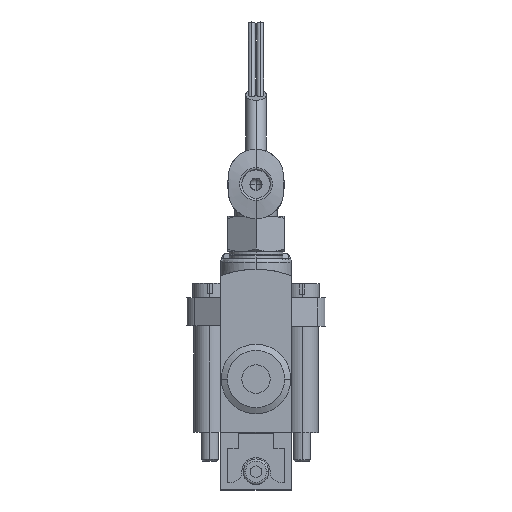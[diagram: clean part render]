
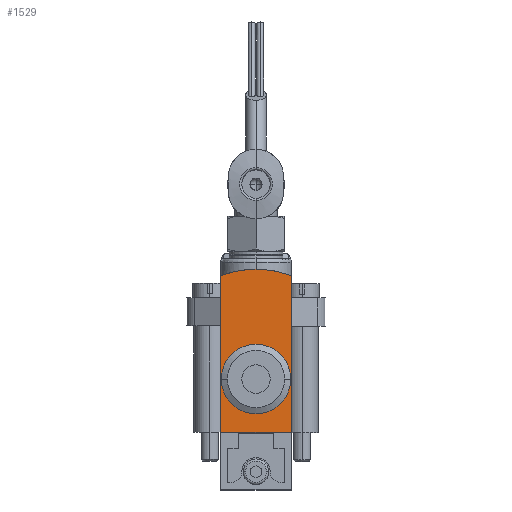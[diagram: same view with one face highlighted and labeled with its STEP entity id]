
A CAD part, top view. The second image highlights one B-rep face of the part: STEP entity #1529.
In plain terms, the highlighted planar face has unit normal (0, 0, 1).
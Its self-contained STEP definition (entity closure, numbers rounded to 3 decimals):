
#84 = VECTOR ( 'NONE', #2111, 1000. ) ;
#525 = CARTESIAN_POINT ( 'NONE',  ( 5., 8., 42. ) ) ;
#546 = CARTESIAN_POINT ( 'NONE',  ( 5., 8., 42. ) ) ;
#988 = CARTESIAN_POINT ( 'NONE',  ( -5., 31., 42. ) ) ;
#1040 = DIRECTION ( 'NONE',  ( -1., 0., 0. ) ) ;
#1239 = FACE_OUTER_BOUND ( 'NONE', #4025, .T. ) ;
#1496 = VECTOR ( 'NONE', #7722, 1000. ) ;
#1529 = ADVANCED_FACE ( 'PLANAR_2', ( #12085, #1239 ), #10119, .F. ) ;
#1992 = CARTESIAN_POINT ( 'NONE',  ( -5., 23., 42. ) ) ;
#2111 = DIRECTION ( 'NONE',  ( 0., -1., 0. ) ) ;
#2165 = DIRECTION ( 'NONE',  ( 0., -1., 0. ) ) ;
#2186 = CARTESIAN_POINT ( 'NONE',  ( -5., 31., 42. ) ) ;
#2293 = EDGE_CURVE ( 'NONE', #12188, #11289, #3611, .T. ) ;
#2316 = CARTESIAN_POINT ( 'NONE',  ( 0., 17.495, 42. ) ) ;
#3509 = CARTESIAN_POINT ( 'NONE',  ( -5., 30.04, 42. ) ) ;
#3611 = LINE ( 'NONE', #988, #13353 ) ;
#3709 = VERTEX_POINT ( 'NONE', #4585 ) ;
#3901 = AXIS2_PLACEMENT_3D ( 'NONE', #14287, #13082, #6147 ) ;
#4025 = EDGE_LOOP ( 'NONE', ( #13897, #7482, #5600, #10179, #4645, #14461 ) ) ;
#4100 = CIRCLE ( 'NONE', #14375, 13.505 ) ;
#4550 = ORIENTED_EDGE ( 'NONE', *, *, #9564, .F. ) ;
#4585 = CARTESIAN_POINT ( 'NONE',  ( 4.9, 15.5, 42. ) ) ;
#4645 = ORIENTED_EDGE ( 'NONE', *, *, #2293, .T. ) ;
#4689 = DIRECTION ( 'NONE',  ( 0., 0., 1. ) ) ;
#4774 = VECTOR ( 'NONE', #8121, 1000. ) ;
#4838 = EDGE_LOOP ( 'NONE', ( #7518, #4550 ) ) ;
#4843 = VERTEX_POINT ( 'NONE', #6783 ) ;
#4913 = DIRECTION ( 'NONE',  ( -1., 0., 0. ) ) ;
#5151 = CIRCLE ( 'NONE', #3901, 4.9 ) ;
#5416 = EDGE_CURVE ( 'NONE', #7265, #11214, #8735, .T. ) ;
#5600 = ORIENTED_EDGE ( 'NONE', *, *, #5416, .T. ) ;
#5797 = VERTEX_POINT ( 'NONE', #14669 ) ;
#5975 = EDGE_CURVE ( 'NONE', #5797, #3709, #12028, .T. ) ;
#6142 = CARTESIAN_POINT ( 'NONE',  ( 0., 15.5, 42. ) ) ;
#6147 = DIRECTION ( 'NONE',  ( -1., 0., 0. ) ) ;
#6745 = CARTESIAN_POINT ( 'NONE',  ( -5., 8., 42. ) ) ;
#6783 = CARTESIAN_POINT ( 'NONE',  ( 5., 30.04, 42. ) ) ;
#6972 = CARTESIAN_POINT ( 'NONE',  ( -5., 31., 42. ) ) ;
#7010 = VERTEX_POINT ( 'NONE', #525 ) ;
#7244 = EDGE_CURVE ( 'NONE', #4843, #7265, #4100, .T. ) ;
#7265 = VERTEX_POINT ( 'NONE', #3509 ) ;
#7482 = ORIENTED_EDGE ( 'NONE', *, *, #7244, .T. ) ;
#7518 = ORIENTED_EDGE ( 'NONE', *, *, #5975, .F. ) ;
#7555 = DIRECTION ( 'NONE',  ( 0., -1., 0. ) ) ;
#7722 = DIRECTION ( 'NONE',  ( -1., 0., 0. ) ) ;
#7876 = AXIS2_PLACEMENT_3D ( 'NONE', #14857, #12316, #13487 ) ;
#8121 = DIRECTION ( 'NONE',  ( 0., -1., 0. ) ) ;
#8735 = LINE ( 'NONE', #6972, #84 ) ;
#9418 = EDGE_CURVE ( 'NONE', #11214, #12188, #11399, .T. ) ;
#9564 = EDGE_CURVE ( 'NONE', #3709, #5797, #5151, .T. ) ;
#10119 = PLANE ( 'NONE',  #7876 ) ;
#10179 = ORIENTED_EDGE ( 'NONE', *, *, #9418, .T. ) ;
#11214 = VERTEX_POINT ( 'NONE', #13757 ) ;
#11289 = VERTEX_POINT ( 'NONE', #6745 ) ;
#11399 = LINE ( 'NONE', #2186, #4774 ) ;
#12028 = CIRCLE ( 'NONE', #12708, 4.9 ) ;
#12085 = FACE_BOUND ( 'NONE', #4838, .T. ) ;
#12140 = VECTOR ( 'NONE', #7555, 1000. ) ;
#12188 = VERTEX_POINT ( 'NONE', #1992 ) ;
#12316 = DIRECTION ( 'NONE',  ( 0., 0., -1. ) ) ;
#12358 = CARTESIAN_POINT ( 'NONE',  ( 5., 31., 42. ) ) ;
#12708 = AXIS2_PLACEMENT_3D ( 'NONE', #6142, #13224, #4913 ) ;
#13082 = DIRECTION ( 'NONE',  ( 0., 0., 1. ) ) ;
#13224 = DIRECTION ( 'NONE',  ( 0., 0., 1. ) ) ;
#13353 = VECTOR ( 'NONE', #2165, 1000. ) ;
#13422 = LINE ( 'NONE', #12358, #12140 ) ;
#13487 = DIRECTION ( 'NONE',  ( -1., 0., 0. ) ) ;
#13757 = CARTESIAN_POINT ( 'NONE',  ( -5., 27., 42. ) ) ;
#13820 = EDGE_CURVE ( 'NONE', #7010, #11289, #15067, .T. ) ;
#13897 = ORIENTED_EDGE ( 'NONE', *, *, #14147, .F. ) ;
#14147 = EDGE_CURVE ( 'NONE', #4843, #7010, #13422, .T. ) ;
#14287 = CARTESIAN_POINT ( 'NONE',  ( 0., 15.5, 42. ) ) ;
#14375 = AXIS2_PLACEMENT_3D ( 'NONE', #2316, #4689, #1040 ) ;
#14461 = ORIENTED_EDGE ( 'NONE', *, *, #13820, .F. ) ;
#14669 = CARTESIAN_POINT ( 'NONE',  ( -4.9, 15.5, 42. ) ) ;
#14857 = CARTESIAN_POINT ( 'NONE',  ( 5., 31., 42. ) ) ;
#15067 = LINE ( 'NONE', #546, #1496 ) ;
